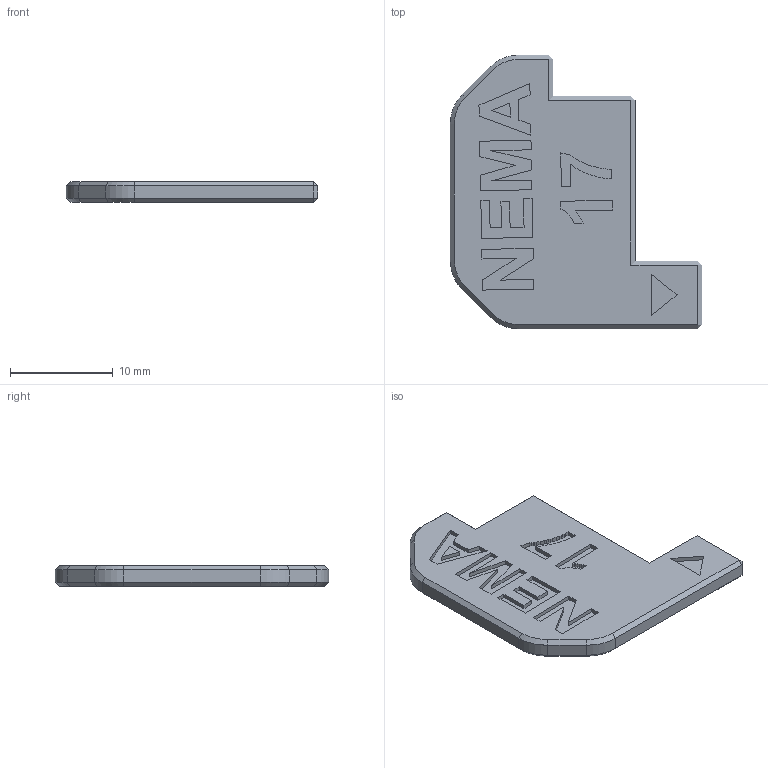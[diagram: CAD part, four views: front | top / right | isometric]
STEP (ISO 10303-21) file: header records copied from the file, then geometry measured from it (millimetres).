
FILE_DESCRIPTION(/* description */ (''),/* implementation_level */ '2;1');
FILE_NAME(/* name */ 'NEMA17 Tool v2.step',/* time_stamp */ '2023-11-27T02:03:26-05:00',/* author */ (''),/* organization */ (''),/* preprocessor_version */ 'ST-DEVELOPER v20',/* originating_system */ 'Autodesk Translation Framework v12.14.0.127',/* authorisation */ '');
FILE_SCHEMA (('AUTOMOTIVE_DESIGN { 1 0 10303 214 3 1 1 }'));
Length unit declared in the file: millimetre
Products named in the file (1): NEMA17 Tool
Bounding box: 24.5 x 26.65 x 2 mm (x, y, z)
Volume: 884.5 mm3; surface area: 1137.1 mm2
Topology: 1 solids, 1 shells, 186 faces, 478 edges, 304 vertices
Faces by surface type: plane 174, cone 8, cylinder 4
Entity records: 5514 total; most frequent: CARTESIAN_POINT 979, ORIENTED_EDGE 956, DIRECTION 863, EDGE_CURVE 478, LINE 457, VECTOR 457, VERTEX_POINT 304, AXIS2_PLACEMENT_3D 203
